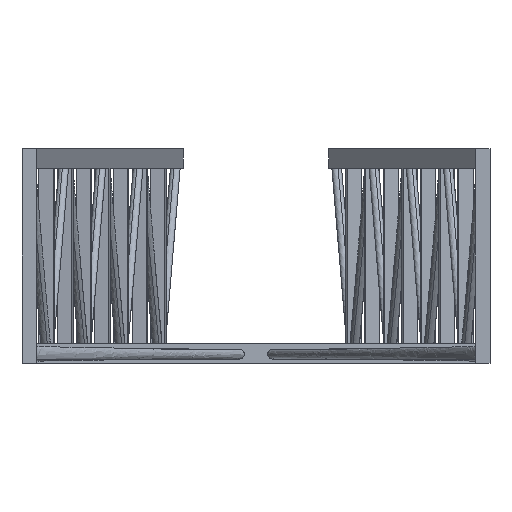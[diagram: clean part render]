
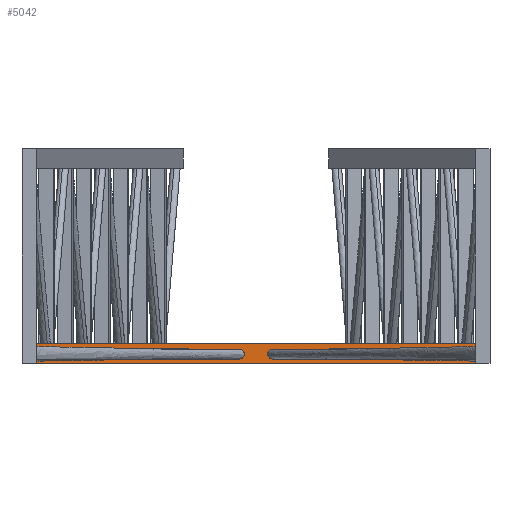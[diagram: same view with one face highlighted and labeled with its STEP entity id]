
A CAD part, front view. The second image highlights one B-rep face of the part: STEP entity #5042.
In plain terms, the highlighted planar face has unit normal (0, -1, 0).
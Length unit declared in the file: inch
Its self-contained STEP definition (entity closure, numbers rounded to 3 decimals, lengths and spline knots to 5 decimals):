
#118 = VECTOR ( 'NONE', #2275, 39.37008 ) ;
#176 = CARTESIAN_POINT ( 'NONE',  ( 89.95438, 148.30203, -80. ) ) ;
#747 = FACE_OUTER_BOUND ( 'NONE', #2550, .T. ) ;
#835 = ORIENTED_EDGE ( 'NONE', *, *, #16280, .T. ) ;
#861 = VECTOR ( 'NONE', #7929, 39.37008 ) ;
#919 = CARTESIAN_POINT ( 'NONE',  ( -90.04562, 148.30203, -80. ) ) ;
#1421 = CARTESIAN_POINT ( 'NONE',  ( -6.64392, 148.30203, -74.30824 ) ) ;
#2032 = EDGE_CURVE ( 'NONE', #17554, #14391, #3167, .T. ) ;
#2196 = DIRECTION ( 'NONE',  ( 0., 1., 0. ) ) ;
#2275 = DIRECTION ( 'NONE',  ( 1., 0., 0. ) ) ;
#2411 = CARTESIAN_POINT ( 'NONE',  ( -90.04562, 148.30203, -80. ) ) ;
#2550 = EDGE_LOOP ( 'NONE', ( #5323, #835, #16309, #7615 ) ) ;
#2805 = AXIS2_PLACEMENT_3D ( 'NONE', #919, #2196, #6784 ) ;
#2984 = CARTESIAN_POINT ( 'NONE',  ( 89.95438, 148.30203, -72. ) ) ;
#3133 = AXIS2_PLACEMENT_3D ( 'NONE', #13778, #19920, #19790 ) ;
#3167 = CIRCLE ( 'NONE', #4042, 1.96919 ) ;
#3307 = EDGE_CURVE ( 'NONE', #15604, #4010, #17913, .T. ) ;
#3318 = DIRECTION ( 'NONE',  ( 0., 0., -1. ) ) ;
#4010 = VERTEX_POINT ( 'NONE', #14615 ) ;
#4042 = AXIS2_PLACEMENT_3D ( 'NONE', #18843, #4995, #3318 ) ;
#4189 = CIRCLE ( 'NONE', #17718, 1.96919 ) ;
#4752 = EDGE_CURVE ( 'NONE', #5965, #13929, #9438, .T. ) ;
#4995 = DIRECTION ( 'NONE',  ( 0., 1., 0. ) ) ;
#5042 = ADVANCED_FACE ( 'NONE', ( #5812, #5332, #747 ), #11447, .F. ) ;
#5103 = EDGE_LOOP ( 'NONE', ( #12832, #11430 ) ) ;
#5262 = CIRCLE ( 'NONE', #16159, 1.96919 ) ;
#5323 = ORIENTED_EDGE ( 'NONE', *, *, #4752, .F. ) ;
#5332 = FACE_BOUND ( 'NONE', #14093, .T. ) ;
#5345 = CARTESIAN_POINT ( 'NONE',  ( -90.04562, 148.30203, -72. ) ) ;
#5812 = FACE_BOUND ( 'NONE', #5103, .T. ) ;
#5965 = VERTEX_POINT ( 'NONE', #14247 ) ;
#6210 = VERTEX_POINT ( 'NONE', #2984 ) ;
#6773 = DIRECTION ( 'NONE',  ( 0., 1., 0. ) ) ;
#6784 = DIRECTION ( 'NONE',  ( 0., 0., 1. ) ) ;
#7498 = CARTESIAN_POINT ( 'NONE',  ( -89.95438, 148.30203, -72. ) ) ;
#7592 = EDGE_CURVE ( 'NONE', #13929, #6210, #15226, .T. ) ;
#7615 = ORIENTED_EDGE ( 'NONE', *, *, #7592, .F. ) ;
#7750 = CARTESIAN_POINT ( 'NONE',  ( -89.95438, 148.30203, 8. ) ) ;
#7833 = ORIENTED_EDGE ( 'NONE', *, *, #19279, .F. ) ;
#7929 = DIRECTION ( 'NONE',  ( 0., 0., 1. ) ) ;
#8091 = LINE ( 'NONE', #176, #861 ) ;
#9438 = LINE ( 'NONE', #7750, #17422 ) ;
#9650 = VECTOR ( 'NONE', #12845, 39.37008 ) ;
#10499 = EDGE_CURVE ( 'NONE', #14391, #17554, #5262, .T. ) ;
#11155 = CARTESIAN_POINT ( 'NONE',  ( 89.95438, 148.30203, -80. ) ) ;
#11411 = CARTESIAN_POINT ( 'NONE',  ( -6.88099, 148.30203, -78.23948 ) ) ;
#11430 = ORIENTED_EDGE ( 'NONE', *, *, #10499, .T. ) ;
#11447 = PLANE ( 'NONE',  #2805 ) ;
#11511 = CARTESIAN_POINT ( 'NONE',  ( 6.76245, 148.30203, -76.27386 ) ) ;
#12832 = ORIENTED_EDGE ( 'NONE', *, *, #2032, .T. ) ;
#12845 = DIRECTION ( 'NONE',  ( 1., 0., 0. ) ) ;
#13778 = CARTESIAN_POINT ( 'NONE',  ( 6.76245, 148.30203, -76.27386 ) ) ;
#13929 = VERTEX_POINT ( 'NONE', #7498 ) ;
#14093 = EDGE_LOOP ( 'NONE', ( #15484, #7833 ) ) ;
#14247 = CARTESIAN_POINT ( 'NONE',  ( -89.95438, 148.30203, -80. ) ) ;
#14391 = VERTEX_POINT ( 'NONE', #11411 ) ;
#14483 = DIRECTION ( 'NONE',  ( 0., 0., -1. ) ) ;
#14615 = CARTESIAN_POINT ( 'NONE',  ( 6.88099, 148.30203, -78.23948 ) ) ;
#14623 = CARTESIAN_POINT ( 'NONE',  ( -6.76245, 148.30203, -76.27386 ) ) ;
#15226 = LINE ( 'NONE', #5345, #9650 ) ;
#15467 = DIRECTION ( 'NONE',  ( 0., 0., 1. ) ) ;
#15484 = ORIENTED_EDGE ( 'NONE', *, *, #3307, .F. ) ;
#15604 = VERTEX_POINT ( 'NONE', #17743 ) ;
#16159 = AXIS2_PLACEMENT_3D ( 'NONE', #14623, #6773, #14483 ) ;
#16280 = EDGE_CURVE ( 'NONE', #5965, #17473, #19447, .T. ) ;
#16309 = ORIENTED_EDGE ( 'NONE', *, *, #16684, .T. ) ;
#16684 = EDGE_CURVE ( 'NONE', #17473, #6210, #8091, .T. ) ;
#17422 = VECTOR ( 'NONE', #15467, 39.37008 ) ;
#17473 = VERTEX_POINT ( 'NONE', #11155 ) ;
#17554 = VERTEX_POINT ( 'NONE', #1421 ) ;
#17718 = AXIS2_PLACEMENT_3D ( 'NONE', #11511, #19329, #17792 ) ;
#17743 = CARTESIAN_POINT ( 'NONE',  ( 6.64392, 148.30203, -74.30824 ) ) ;
#17792 = DIRECTION ( 'NONE',  ( 0., 0., -1. ) ) ;
#17913 = CIRCLE ( 'NONE', #3133, 1.96919 ) ;
#18843 = CARTESIAN_POINT ( 'NONE',  ( -6.76245, 148.30203, -76.27386 ) ) ;
#19279 = EDGE_CURVE ( 'NONE', #4010, #15604, #4189, .T. ) ;
#19329 = DIRECTION ( 'NONE',  ( 0., -1., 0. ) ) ;
#19447 = LINE ( 'NONE', #2411, #118 ) ;
#19790 = DIRECTION ( 'NONE',  ( 0., 0., -1. ) ) ;
#19920 = DIRECTION ( 'NONE',  ( 0., -1., 0. ) ) ;
